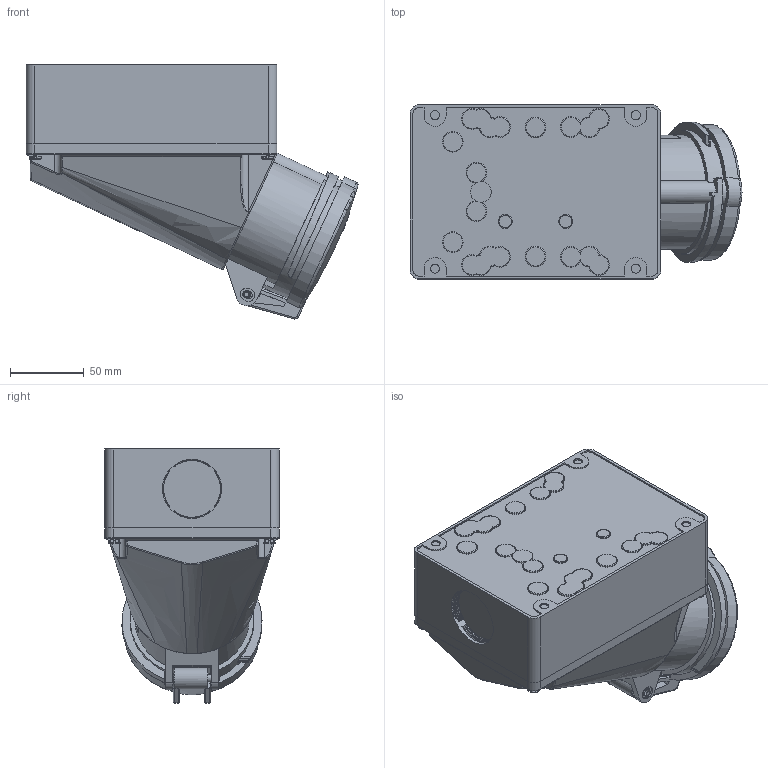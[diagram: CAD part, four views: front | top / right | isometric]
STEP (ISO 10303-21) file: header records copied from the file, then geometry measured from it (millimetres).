
FILE_DESCRIPTION(/* description */ (''),/* implementation_level */ '2;1');
FILE_NAME(/* name */ '1124.stp',/* time_stamp */ '2023-09-11T16:08:11+02:00',/* author */ ('massmann'),/* organization */ (''),/* preprocessor_version */ 'ST-DEVELOPER v17',/* originating_system */ 'Autodesk Inventor 2018',/* authorisation */ '');
FILE_SCHEMA (('AUTOMOTIVE_DESIGN { 1 0 10303 214 3 1 1 }'));
Length unit declared in the file: millimetre
Products named in the file (1): 1124
Bounding box: 224.95 x 118 x 172.11 mm (x, y, z)
Volume: 2186496.3 mm3; surface area: 124826.9 mm2
Topology: 1 solids, 1 shells, 753 faces, 1996 edges, 1315 vertices
Faces by surface type: plane 346, bspline 178, cylinder 146, torus 52, cone 17, sphere 14
Full cylindrical faces by diameter (mm): 1.2 x3, 4.4 x1, 5 x2, 5.2 x1, 6.1 x4, 8 x1, 9.5 x2, 14 x4, 32 x2, 40 x1
Entity records: 37240 total; most frequent: CARTESIAN_POINT 18967, ORIENTED_EDGE 3990, DIRECTION 3061, EDGE_CURVE 1995, VERTEX_POINT 1315, AXIS2_PLACEMENT_3D 1150, EDGE_LOOP 838, LINE 761
